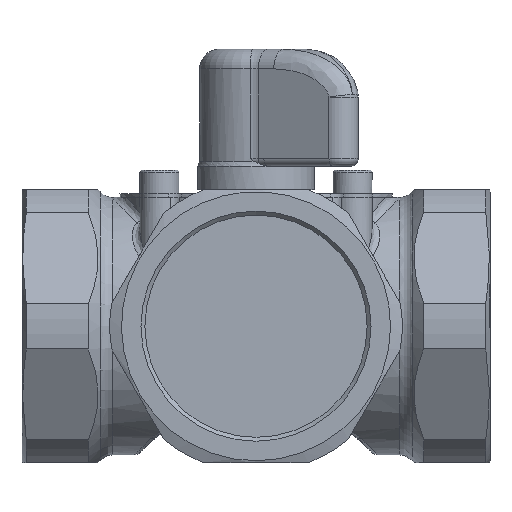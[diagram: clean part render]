
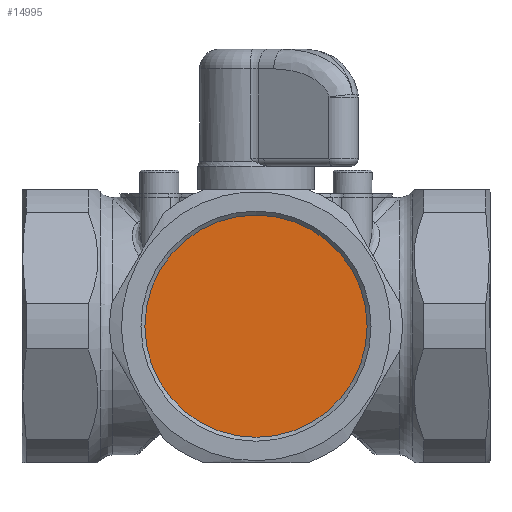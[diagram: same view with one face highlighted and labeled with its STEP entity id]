
A CAD part, front view. The second image highlights one B-rep face of the part: STEP entity #14995.
In plain terms, the highlighted planar face has unit normal (0, -1, 0).
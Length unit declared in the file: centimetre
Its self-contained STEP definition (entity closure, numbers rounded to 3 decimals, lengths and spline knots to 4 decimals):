
#4843=FACE_OUTER_BOUND('',#5703,.T.);
#5703=EDGE_LOOP('',(#13562));
#6142=CIRCLE('',#15800,2.85);
#7461=VERTEX_POINT('',#28370);
#9471=EDGE_CURVE('',#7461,#7461,#6142,.T.);
#13562=ORIENTED_EDGE('',*,*,#9471,.T.);
#14245=PLANE('',#15868);
#14995=ADVANCED_FACE('',(#4843),#14245,.F.);
#15800=AXIS2_PLACEMENT_3D('',#28371,#18370,#18371);
#15868=AXIS2_PLACEMENT_3D('',#29322,#18527,#18528);
#18370=DIRECTION('center_axis',(0.,-1.,0.));
#18371=DIRECTION('ref_axis',(0.,0.,1.));
#18527=DIRECTION('center_axis',(0.,1.,0.));
#18528=DIRECTION('ref_axis',(0.,0.,1.));
#28370=CARTESIAN_POINT('',(0.,-3.4,-2.85));
#28371=CARTESIAN_POINT('Origin',(0.,-3.4,0.));
#29322=CARTESIAN_POINT('Origin',(0.,-3.4,0.));
